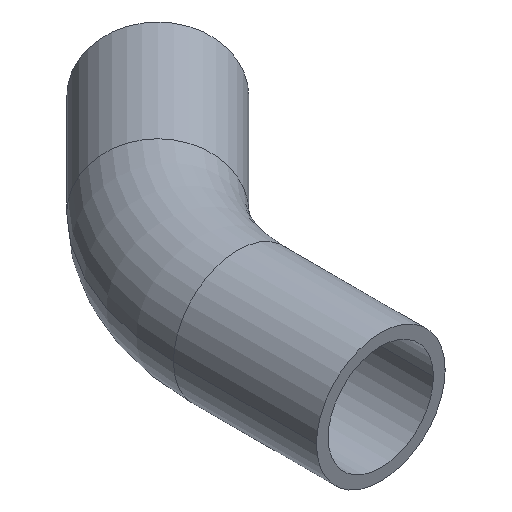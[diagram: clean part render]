
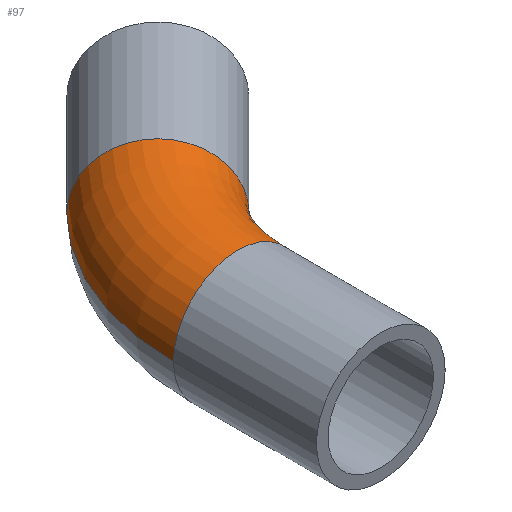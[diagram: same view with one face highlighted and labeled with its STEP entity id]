
A CAD part, isometric view. The second image highlights one B-rep face of the part: STEP entity #97.
In plain terms, the highlighted toroidal (fillet/blend) face has major radius 135 mm and minor radius 45 mm.
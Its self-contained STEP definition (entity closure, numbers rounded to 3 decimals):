
#97 = ADVANCED_FACE( '', ( #233 ), #234, .T. );
#99 = VERTEX_POINT( '', #236 );
#105 = VERTEX_POINT( '', #242 );
#115 = EDGE_CURVE( '', #99, #175, #252, .T. );
#125 = EDGE_CURVE( '', #99, #177, #262, .T. );
#131 = EDGE_CURVE( '', #105, #177, #269, .T. );
#165 = EDGE_CURVE( '', #105, #175, #309, .T. );
#175 = VERTEX_POINT( '', #322 );
#177 = VERTEX_POINT( '', #324 );
#233 = FACE_OUTER_BOUND( '', #376, .T. );
#234 = TOROIDAL_SURFACE( '', #377, 135., 45. );
#236 = CARTESIAN_POINT( '', ( 45., 100., 0. ) );
#242 = CARTESIAN_POINT( '', ( 7.721, 227.279, 0. ) );
#252 = CIRCLE( '', #402, 90. );
#262 = CIRCLE( '', #417, 45. );
#269 = CIRCLE( '', #427, 180. );
#309 = CIRCLE( '', #482, 45. );
#322 = CARTESIAN_POINT( '', ( 71.36, 163.64, 0. ) );
#324 = CARTESIAN_POINT( '', ( -45., 100., 0. ) );
#376 = EDGE_LOOP( '', ( #552, #553, #554, #555 ) );
#377 = AXIS2_PLACEMENT_3D( '', #556, #557, #558 );
#402 = AXIS2_PLACEMENT_3D( '', #572, #573, #574 );
#417 = AXIS2_PLACEMENT_3D( '', #582, #583, #584 );
#427 = AXIS2_PLACEMENT_3D( '', #594, #595, #596 );
#482 = AXIS2_PLACEMENT_3D( '', #659, #660, #661 );
#552 = ORIENTED_EDGE( '', *, *, #131, .T. );
#553 = ORIENTED_EDGE( '', *, *, #125, .F. );
#554 = ORIENTED_EDGE( '', *, *, #115, .T. );
#555 = ORIENTED_EDGE( '', *, *, #165, .F. );
#556 = CARTESIAN_POINT( '', ( 135., 100., 0. ) );
#557 = DIRECTION( '', ( 0., 0., 1. ) );
#558 = DIRECTION( '', ( 1., 0., 0. ) );
#572 = CARTESIAN_POINT( '', ( 135., 100., 0. ) );
#573 = DIRECTION( '', ( 0., 0., -1. ) );
#574 = DIRECTION( '', ( 1., 0., 0. ) );
#582 = CARTESIAN_POINT( '', ( 0., 100., 0. ) );
#583 = DIRECTION( '', ( 0., -1., 0. ) );
#584 = DIRECTION( '', ( -1., 0., 0. ) );
#594 = CARTESIAN_POINT( '', ( 135., 100., 0. ) );
#595 = DIRECTION( '', ( 0., 0., 1. ) );
#596 = DIRECTION( '', ( 1., 0., 0. ) );
#659 = CARTESIAN_POINT( '', ( 39.541, 195.459, 0. ) );
#660 = DIRECTION( '', ( 0.707, 0.707, 0. ) );
#661 = DIRECTION( '', ( 0.707, -0.707, 0. ) );
